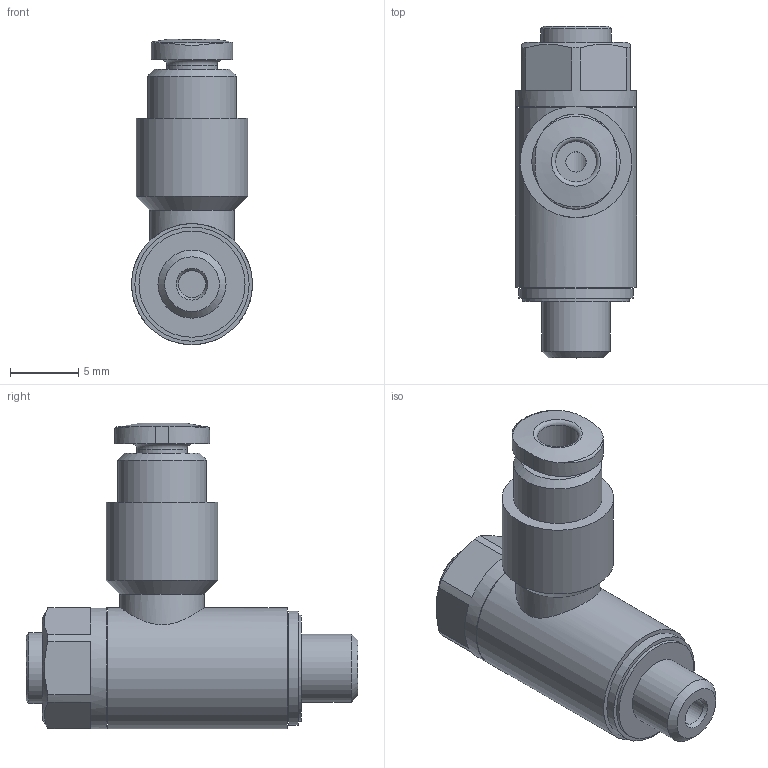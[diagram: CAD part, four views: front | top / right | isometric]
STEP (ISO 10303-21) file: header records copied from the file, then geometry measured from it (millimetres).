
FILE_DESCRIPTION( ( 'STEP AP214' ), ' ' );
FILE_NAME( '193137_GRLA-M5-QS-3-D.stp', '2018-03-02T10:59:37', ( '' ), ( '' ), ' ', 'PARTsolutions', ' ' );
FILE_SCHEMA( ( 'AUTOMOTIVE_DESIGN { 1 0 10303 214 1 1 1 1 }' ) );
Length unit declared in the file: millimetre
Products named in the file (1): HI_193137 GRLA-M5-QS-3-D
Bounding box: 8.9 x 24.4 x 22.45 mm (x, y, z)
Volume: 1669.3 mm3; surface area: 1406 mm2
Topology: 1 solids, 1 shells, 64 faces, 138 edges, 89 vertices
Faces by surface type: plane 33, cylinder 17, cone 9, torus 5
Full cylindrical faces by diameter (mm): 1.5 x1, 2 x1, 3 x1, 3.7 x1, 4.2 x1, 5 x1, 5.2 x1, 6.2 x1, 6.5 x1, 7.5 x1, 7.8 x1, 8.2 x1, 8.4 x1, 8.9 x2
Entity records: 2272 total; most frequent: CARTESIAN_POINT 465, DIRECTION 272, ORIENTED_EDGE 214, AXIS2_PLACEMENT_3D 122, EDGE_CURVE 107, EDGE_LOOP 106, VERTEX_POINT 85, FACE_OUTER_BOUND 82
